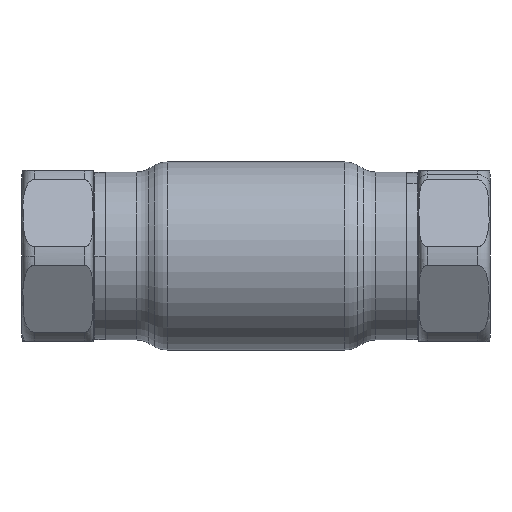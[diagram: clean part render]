
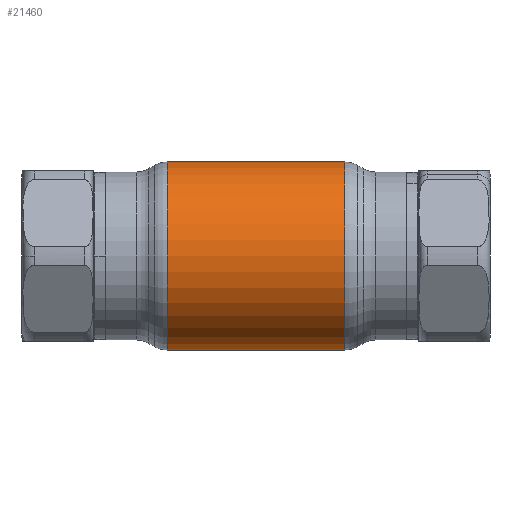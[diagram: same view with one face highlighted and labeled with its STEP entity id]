
A CAD part, front view. The second image highlights one B-rep face of the part: STEP entity #21460.
In plain terms, the highlighted cylindrical face has radius 22.5 mm (diameter 45 mm), a partial arc.
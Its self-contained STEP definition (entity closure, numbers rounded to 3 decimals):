
#2740 = VECTOR ( 'NONE', #37777, 1000. ) ;
#2976 = CARTESIAN_POINT ( 'NONE',  ( -62.69, 0., -22.5 ) ) ;
#4874 = AXIS2_PLACEMENT_3D ( 'NONE', #24237, #41007, #33869 ) ;
#5779 = EDGE_CURVE ( 'NONE', #47311, #35716, #6850, .T. ) ;
#6285 = ORIENTED_EDGE ( 'NONE', *, *, #5779, .T. ) ;
#6850 = LINE ( 'NONE', #24709, #13232 ) ;
#9086 = CARTESIAN_POINT ( 'NONE',  ( -62.69, 0., 0. ) ) ;
#11339 = VERTEX_POINT ( 'NONE', #54498 ) ;
#11452 = EDGE_CURVE ( 'NONE', #11339, #22452, #19949, .T. ) ;
#12369 = AXIS2_PLACEMENT_3D ( 'NONE', #9086, #53264, #57626 ) ;
#13232 = VECTOR ( 'NONE', #51646, 1000. ) ;
#14320 = AXIS2_PLACEMENT_3D ( 'NONE', #53838, #19026, #23378 ) ;
#15361 = CARTESIAN_POINT ( 'NONE',  ( -21.285, 0., -22.5 ) ) ;
#15579 = EDGE_CURVE ( 'NONE', #22452, #35716, #30180, .T. ) ;
#17110 = ORIENTED_EDGE ( 'NONE', *, *, #11452, .F. ) ;
#19026 = DIRECTION ( 'NONE',  ( -1., 0., 0. ) ) ;
#19949 = LINE ( 'NONE', #2976, #2740 ) ;
#20265 = EDGE_CURVE ( 'NONE', #11339, #47311, #33808, .T. ) ;
#21460 = ADVANCED_FACE ( 'NONE', ( #35119 ), #30461, .T. ) ;
#22452 = VERTEX_POINT ( 'NONE', #15361 ) ;
#23378 = DIRECTION ( 'NONE',  ( 0., 0., 1. ) ) ;
#24237 = CARTESIAN_POINT ( 'NONE',  ( 21.285, 0., 0. ) ) ;
#24709 = CARTESIAN_POINT ( 'NONE',  ( -62.69, 0., 22.5 ) ) ;
#25215 = ORIENTED_EDGE ( 'NONE', *, *, #15579, .F. ) ;
#28916 = CARTESIAN_POINT ( 'NONE',  ( 21.285, 0., 22.5 ) ) ;
#30180 = CIRCLE ( 'NONE', #14320, 22.5 ) ;
#30461 = CYLINDRICAL_SURFACE ( 'NONE', #12369, 22.5 ) ;
#31355 = CARTESIAN_POINT ( 'NONE',  ( -21.285, 0., 22.5 ) ) ;
#33808 = CIRCLE ( 'NONE', #4874, 22.5 ) ;
#33869 = DIRECTION ( 'NONE',  ( 0., 0., 1. ) ) ;
#35119 = FACE_OUTER_BOUND ( 'NONE', #36572, .T. ) ;
#35716 = VERTEX_POINT ( 'NONE', #31355 ) ;
#35872 = ORIENTED_EDGE ( 'NONE', *, *, #20265, .T. ) ;
#36572 = EDGE_LOOP ( 'NONE', ( #17110, #35872, #6285, #25215 ) ) ;
#37777 = DIRECTION ( 'NONE',  ( -1., 0., 0. ) ) ;
#41007 = DIRECTION ( 'NONE',  ( -1., 0., 0. ) ) ;
#47311 = VERTEX_POINT ( 'NONE', #28916 ) ;
#51646 = DIRECTION ( 'NONE',  ( -1., 0., 0. ) ) ;
#53264 = DIRECTION ( 'NONE',  ( -1., 0., 0. ) ) ;
#53838 = CARTESIAN_POINT ( 'NONE',  ( -21.285, 0., 0. ) ) ;
#54498 = CARTESIAN_POINT ( 'NONE',  ( 21.285, 0., -22.5 ) ) ;
#57626 = DIRECTION ( 'NONE',  ( 0., 0., 1. ) ) ;
